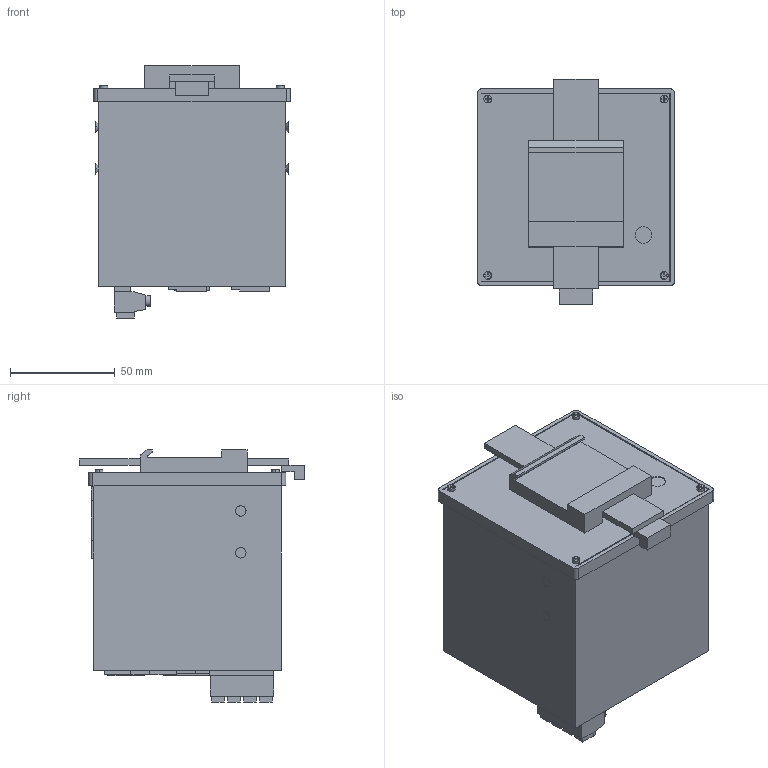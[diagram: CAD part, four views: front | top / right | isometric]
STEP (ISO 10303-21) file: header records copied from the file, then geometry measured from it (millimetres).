
FILE_DESCRIPTION(('STEP AP214'),'1');
FILE_NAME('cctmp_E4BE753B-6150-4820-9B65-74FC5CE3D40E_2023_07_22_12_15_07_0423..stp','2023-07-22T10:15:08',('SIEMENS A&D'),('CADClick - www.CADClick.com'),'Spatial InterOp 3D postprocessed',' ','unknown authorization');
FILE_SCHEMA(('AUTOMOTIVE_DESIGN'));
Length unit declared in the file: millimetre
Products named in the file (1): 2023_07_22_12_15_07_0390
Bounding box: 94 x 107.5 x 120.31 mm (x, y, z)
Volume: 618581.4 mm3; surface area: 92174.8 mm2
Topology: 1 solids, 19 shells, 1265 faces, 3304 edges, 2206 vertices
Faces by surface type: plane 1121, cylinder 136, cone 8
Entity records: 42166 total; most frequent: CARTESIAN_POINT 6776, ORIENTED_EDGE 6608, DIRECTION 6154, EDGE_CURVE 3304, LINE 2986, VECTOR 2986, VERTEX_POINT 2206, AXIS2_PLACEMENT_3D 1584
